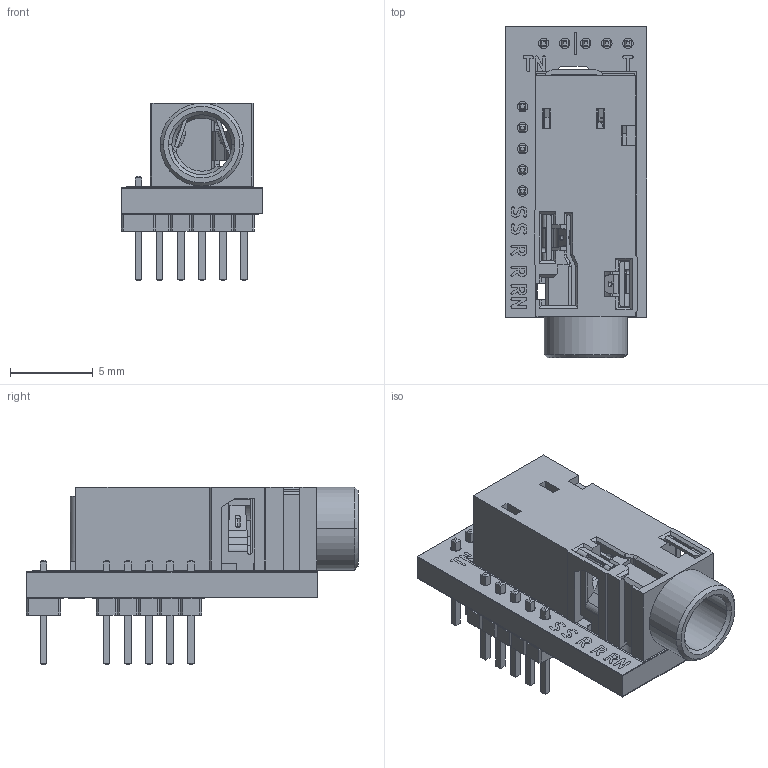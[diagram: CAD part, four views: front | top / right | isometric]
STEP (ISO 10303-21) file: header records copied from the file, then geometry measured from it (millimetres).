
FILE_DESCRIPTION(('KiCad electronic assembly'),'2;1');
FILE_NAME('audiojack_TH.step','2025-09-06T14:54:08',('Pcbnew'),('Kicad') ,'Open CASCADE STEP processor 7.6','KiCad to STEP converter','Unknown' );
FILE_SCHEMA(('AUTOMOTIVE_DESIGN { 1 0 10303 214 1 1 1 1 }'));
Length unit declared in the file: millimetre
Products named in the file (8): audiojack_TH 1; Same_Sky_SJ3-35083B-TR; PinHeader_1x05_P1.27mm_Vertical; 50mil_SJ3-35083D-TR_breakout_silkscreen; 50mil_SJ3-35083D-TR_breakout_soldermask; 50mil_SJ3-35083D-TR_breakout_PCB
Assembly tree (8 placements, depth 2):
  audiojack_TH 1
    Same_Sky_SJ3-35083B-TR
    PinHeader_1x05_P1.27mm_Vertical  x2
    50mil_SJ3-35083D-TR_breakout_silkscreen
    50mil_SJ3-35083D-TR_breakout_silkscreen
    50mil_SJ3-35083D-TR_breakout_soldermask
    50mil_SJ3-35083D-TR_breakout_soldermask
    50mil_SJ3-35083D-TR_breakout_PCB
Bounding box: 8.54 x 20 x 10.71 mm (x, y, z)
Volume: 513.7 mm3; surface area: 1851.2 mm2
Topology: 8 solids, 31 shells, 808 faces, 2547 edges, 1773 vertices
Faces by surface type: plane 614, cylinder 154, bspline 18, cone 11, sphere 7, torus 4
Full cylindrical faces by diameter (mm): 0.65 x10, 1.8 x2
Entity records: 25578 total; most frequent: CARTESIAN_POINT 5293, ORIENTED_EDGE 4062, DIRECTION 4011, EDGE_CURVE 2236, LINE 1683, VECTOR 1683, VERTEX_POINT 1589, AXIS2_PLACEMENT_3D 1164
